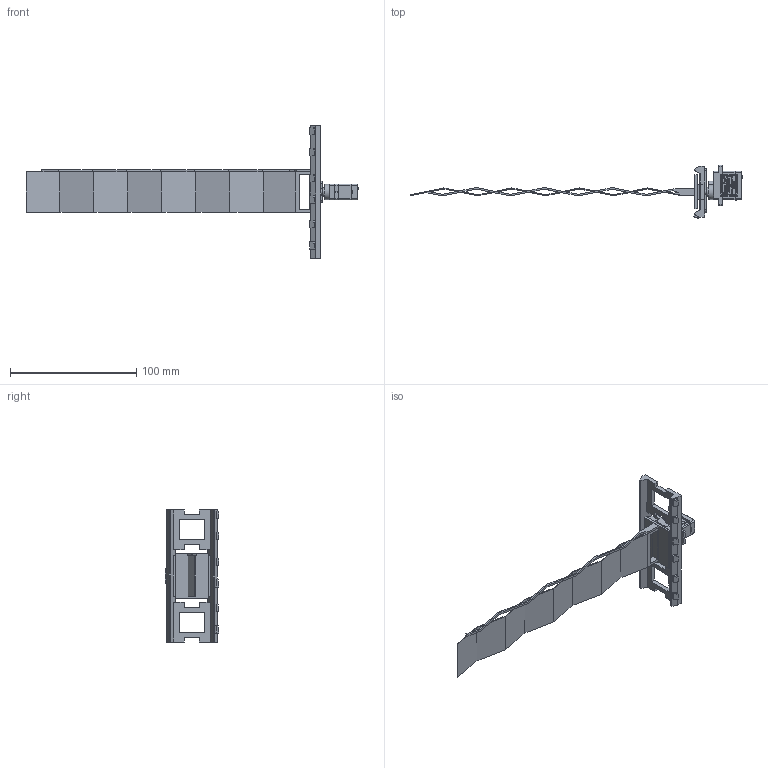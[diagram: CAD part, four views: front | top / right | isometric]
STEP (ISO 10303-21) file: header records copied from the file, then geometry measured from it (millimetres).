
FILE_DESCRIPTION(/* description */ (''),/* implementation_level */ '2;1');
FILE_NAME(/* name */ 'HRS_Radiator.step',/* time_stamp */ '2020-10-06T16:56:16-05:00',/* author */ (''),/* organization */ (''),/* preprocessor_version */ 'ST-DEVELOPER v18.1',/* originating_system */ 'Autodesk Translation Framework v9.3.0.1241',/* authorisation */ '');
FILE_SCHEMA (('AUTOMOTIVE_DESIGN { 1 0 10303 214 3 1 1 }'));
Length unit declared in the file: millimetre
Products named in the file (5): HRS_radiator; SG90 - Micro Servo 9g - Tower Pro v1; SG90 - Micro Servo 9g - Tower Pro.1_Pea; SG90 - Micro Servo 9g - Tower Pro.4_Pea (1); SG90 - Micro Servo 9g - Tower Pro.6_BS EN ISO 7045 - M2 x 4 - Z - 4S
Assembly tree (4 placements, depth 3):
  HRS_radiator
    SG90 - Micro Servo 9g - Tower Pro v1
      SG90 - Micro Servo 9g - Tower Pro.1_Pea
      SG90 - Micro Servo 9g - Tower Pro.4_Pea (1)
      SG90 - Micro Servo 9g - Tower Pro.6_BS EN ISO 7045 - M2 x 4 - Z - 4S
Bounding box: 263.23 x 42.61 x 104.75 mm (x, y, z)
Volume: 30679.1 mm3; surface area: 34787.7 mm2
Topology: 18 solids, 18 shells, 1075 faces, 3463 edges, 2546 vertices
Faces by surface type: plane 764, cylinder 230, torus 28, cone 27, bspline 23, sphere 3
Full cylindrical faces by diameter (mm): 0.2 x1, 0.5 x1, 1 x3, 1.2 x17, 1.6 x2, 1.8 x4, 2 x14, 2.1 x1, 3.1 x1, 4.6 x1, 4.8 x1, 5 x1, 6.9 x1
Entity records: 45852 total; most frequent: CARTESIAN_POINT 14969, ORIENTED_EDGE 6920, DIRECTION 5590, EDGE_CURVE 3460, VERTEX_POINT 2546, LINE 2256, VECTOR 2256, AXIS2_PLACEMENT_3D 1667
